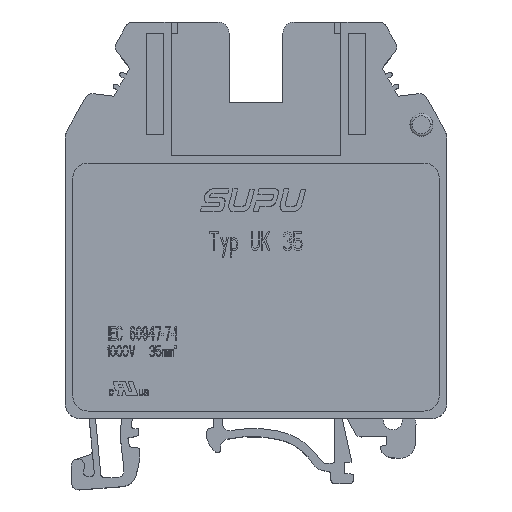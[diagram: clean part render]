
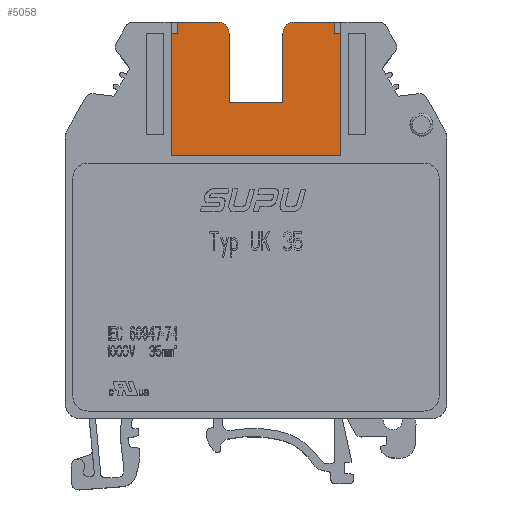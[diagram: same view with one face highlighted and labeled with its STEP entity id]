
A CAD part, top view. The second image highlights one B-rep face of the part: STEP entity #5058.
In plain terms, the highlighted planar face has unit normal (0, 0, 1).
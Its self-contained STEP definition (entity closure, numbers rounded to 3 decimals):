
#2661=PLANE('',#51059);
#5058=ADVANCED_FACE('',(#7574),#2661,.T.);
#7574=FACE_OUTER_BOUND('',#10099,.T.);
#10099=EDGE_LOOP('',(#23795,#23796,#23797,#23798,#23799,#23800,#23801,#23802,
#23803,#23804,#23805,#23806,#23807,#23808));
#10428=CIRCLE('',#50988,1.5);
#10430=CIRCLE('',#50991,1.5);
#23795=ORIENTED_EDGE('',*,*,#35557,.T.);
#23796=ORIENTED_EDGE('',*,*,#32495,.T.);
#23797=ORIENTED_EDGE('',*,*,#35558,.T.);
#23798=ORIENTED_EDGE('',*,*,#35554,.T.);
#23799=ORIENTED_EDGE('',*,*,#35559,.T.);
#23800=ORIENTED_EDGE('',*,*,#32490,.T.);
#23801=ORIENTED_EDGE('',*,*,#35560,.F.);
#23802=ORIENTED_EDGE('',*,*,#28983,.F.);
#23803=ORIENTED_EDGE('',*,*,#35483,.F.);
#23804=ORIENTED_EDGE('',*,*,#29185,.F.);
#23805=ORIENTED_EDGE('',*,*,#29179,.F.);
#23806=ORIENTED_EDGE('',*,*,#29184,.F.);
#23807=ORIENTED_EDGE('',*,*,#35481,.F.);
#23808=ORIENTED_EDGE('',*,*,#28976,.T.);
#24372=VERTEX_POINT('',#63297);
#24373=VERTEX_POINT('',#63299);
#24377=VERTEX_POINT('',#63311);
#24378=VERTEX_POINT('',#63313);
#24501=VERTEX_POINT('',#63834);
#24502=VERTEX_POINT('',#63836);
#24504=VERTEX_POINT('',#63843);
#24505=VERTEX_POINT('',#63848);
#26700=VERTEX_POINT('',#73274);
#26702=VERTEX_POINT('',#73277);
#26706=VERTEX_POINT('',#73286);
#26707=VERTEX_POINT('',#73288);
#28737=VERTEX_POINT('',#82208);
#28738=VERTEX_POINT('',#82210);
#28976=EDGE_CURVE('',#24373,#24372,#35791,.T.);
#28983=EDGE_CURVE('',#24377,#24378,#35797,.T.);
#29179=EDGE_CURVE('',#24501,#24502,#35934,.T.);
#29184=EDGE_CURVE('',#24504,#24501,#35939,.T.);
#29185=EDGE_CURVE('',#24502,#24505,#35940,.T.);
#32490=EDGE_CURVE('',#26702,#26700,#39055,.T.);
#32495=EDGE_CURVE('',#26707,#26706,#39060,.T.);
#35481=EDGE_CURVE('',#24373,#24504,#10428,.T.);
#35483=EDGE_CURVE('',#24505,#24377,#10430,.T.);
#35554=EDGE_CURVE('',#28738,#28737,#42013,.T.);
#35557=EDGE_CURVE('',#24372,#26707,#42016,.T.);
#35558=EDGE_CURVE('',#26706,#28738,#42017,.T.);
#35559=EDGE_CURVE('',#28737,#26702,#42018,.T.);
#35560=EDGE_CURVE('',#24378,#26700,#42019,.T.);
#35791=LINE('',#63298,#42207);
#35797=LINE('',#63312,#42213);
#35934=LINE('',#63835,#42350);
#35939=LINE('',#63844,#42355);
#35940=LINE('',#63847,#42356);
#39055=LINE('',#73276,#45471);
#39060=LINE('',#73287,#45476);
#42013=LINE('',#82209,#48429);
#42016=LINE('',#82215,#48432);
#42017=LINE('',#82216,#48433);
#42018=LINE('',#82217,#48434);
#42019=LINE('',#82218,#48435);
#42207=VECTOR('',#51462,1.);
#42213=VECTOR('',#51474,1.);
#42350=VECTOR('',#51847,1.);
#42355=VECTOR('',#51854,1.);
#42356=VECTOR('',#51859,1.);
#45471=VECTOR('',#57520,1.);
#45476=VECTOR('',#57527,1.);
#48429=VECTOR('',#62692,1.);
#48432=VECTOR('',#62697,1.);
#48433=VECTOR('',#62698,1.);
#48434=VECTOR('',#62699,1.);
#48435=VECTOR('',#62700,1.);
#50988=AXIS2_PLACEMENT_3D('',#82059,#62514,#62515);
#50991=AXIS2_PLACEMENT_3D('',#82062,#62520,#62521);
#51059=AXIS2_PLACEMENT_3D('',#82219,#62701,#62702);
#51462=DIRECTION('',(-1.,0.,0.));
#51474=DIRECTION('',(1.,0.,0.));
#51847=DIRECTION('',(1.,0.,0.));
#51854=DIRECTION('',(0.,-1.,0.));
#51859=DIRECTION('',(0.,1.,0.));
#57520=DIRECTION('',(-1.,0.,0.));
#57527=DIRECTION('',(-1.,0.,0.));
#62514=DIRECTION('',(0.,0.,-1.));
#62515=DIRECTION('',(0.,1.,0.));
#62520=DIRECTION('',(0.,0.,-1.));
#62521=DIRECTION('',(-1.,0.,0.));
#62692=DIRECTION('',(1.,0.,0.));
#62697=DIRECTION('',(0.,-1.,0.));
#62698=DIRECTION('',(0.,-1.,0.));
#62699=DIRECTION('',(0.,1.,0.));
#62700=DIRECTION('',(0.,-1.,0.));
#62701=DIRECTION('',(0.,0.,1.));
#62702=DIRECTION('',(-1.,0.,0.));
#63297=CARTESIAN_POINT('',(-10.4,26.15,14.8));
#63298=CARTESIAN_POINT('',(-5.05,26.15,14.8));
#63299=CARTESIAN_POINT('',(-5.05,26.15,14.8));
#63311=CARTESIAN_POINT('',(5.05,26.15,14.8));
#63312=CARTESIAN_POINT('',(5.05,26.15,14.8));
#63313=CARTESIAN_POINT('',(10.4,26.15,14.8));
#63834=CARTESIAN_POINT('',(-3.55,15.55,14.8));
#63835=CARTESIAN_POINT('',(-3.55,15.55,14.8));
#63836=CARTESIAN_POINT('',(3.55,15.55,14.8));
#63843=CARTESIAN_POINT('',(-3.55,24.65,14.8));
#63844=CARTESIAN_POINT('',(-3.55,24.65,14.8));
#63847=CARTESIAN_POINT('',(3.55,15.55,14.8));
#63848=CARTESIAN_POINT('',(3.55,24.65,14.8));
#73274=CARTESIAN_POINT('',(10.4,24.65,14.8));
#73276=CARTESIAN_POINT('',(17.69,24.65,14.8));
#73277=CARTESIAN_POINT('',(11.2,24.65,14.8));
#73286=CARTESIAN_POINT('',(-11.2,24.65,14.8));
#73287=CARTESIAN_POINT('',(-3.55,24.65,14.8));
#73288=CARTESIAN_POINT('',(-10.4,24.65,14.8));
#82059=CARTESIAN_POINT('',(-5.05,24.65,14.8));
#82062=CARTESIAN_POINT('',(5.05,24.65,14.8));
#82208=CARTESIAN_POINT('',(11.2,8.55,14.8));
#82209=CARTESIAN_POINT('',(-11.2,8.55,14.8));
#82210=CARTESIAN_POINT('',(-11.2,8.55,14.8));
#82215=CARTESIAN_POINT('',(-10.4,26.15,14.8));
#82216=CARTESIAN_POINT('',(-11.2,14.55,14.8));
#82217=CARTESIAN_POINT('',(11.2,8.55,14.8));
#82218=CARTESIAN_POINT('',(10.4,26.15,14.8));
#82219=CARTESIAN_POINT('',(0.,0.,14.8));
